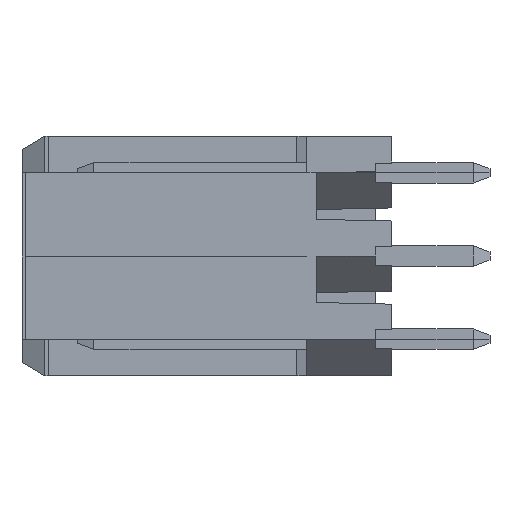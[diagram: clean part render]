
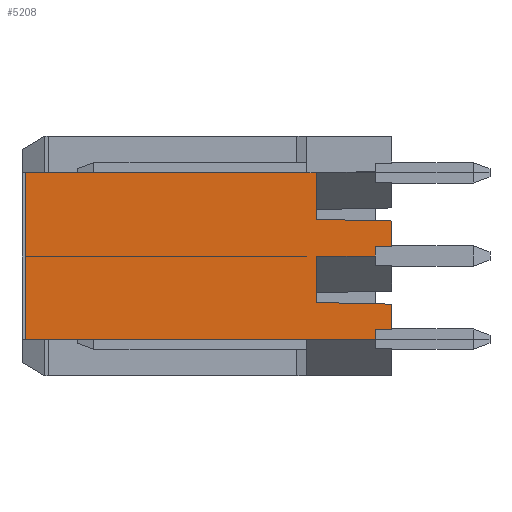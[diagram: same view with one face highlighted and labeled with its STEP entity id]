
A CAD part, left-side view. The second image highlights one B-rep face of the part: STEP entity #5208.
In plain terms, the highlighted planar face has unit normal (-1, 0, 0).
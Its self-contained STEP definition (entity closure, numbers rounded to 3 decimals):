
#210=ORIENTED_EDGE('',*,*,#1220,.T.);
#211=ORIENTED_EDGE('',*,*,#1285,.T.);
#212=ORIENTED_EDGE('',*,*,#1304,.F.);
#213=ORIENTED_EDGE('',*,*,#1305,.F.);
#214=ORIENTED_EDGE('',*,*,#1215,.T.);
#215=ORIENTED_EDGE('',*,*,#1306,.F.);
#216=ORIENTED_EDGE('',*,*,#1307,.F.);
#217=ORIENTED_EDGE('',*,*,#1308,.T.);
#218=ORIENTED_EDGE('',*,*,#1309,.F.);
#219=ORIENTED_EDGE('',*,*,#1310,.F.);
#220=ORIENTED_EDGE('',*,*,#1311,.T.);
#221=ORIENTED_EDGE('',*,*,#1312,.T.);
#222=ORIENTED_EDGE('',*,*,#1313,.F.);
#223=ORIENTED_EDGE('',*,*,#1314,.F.);
#224=ORIENTED_EDGE('',*,*,#1315,.T.);
#225=ORIENTED_EDGE('',*,*,#1316,.F.);
#226=ORIENTED_EDGE('',*,*,#1317,.F.);
#227=ORIENTED_EDGE('',*,*,#1318,.T.);
#228=ORIENTED_EDGE('',*,*,#1319,.T.);
#229=ORIENTED_EDGE('',*,*,#1270,.T.);
#230=ORIENTED_EDGE('',*,*,#1296,.F.);
#231=ORIENTED_EDGE('',*,*,#1320,.F.);
#1215=EDGE_CURVE('',#1781,#1780,#2148,.T.);
#1220=EDGE_CURVE('',#1786,#1785,#2153,.T.);
#1270=EDGE_CURVE('',#1828,#1829,#2202,.T.);
#1285=EDGE_CURVE('',#1785,#1841,#2217,.T.);
#1296=EDGE_CURVE('',#1850,#1829,#2227,.T.);
#1304=EDGE_CURVE('',#1851,#1841,#2235,.T.);
#1305=EDGE_CURVE('',#1781,#1851,#2236,.T.);
#1306=EDGE_CURVE('',#1852,#1780,#2237,.T.);
#1307=EDGE_CURVE('',#1853,#1852,#2238,.T.);
#1308=EDGE_CURVE('',#1853,#1854,#2239,.T.);
#1309=EDGE_CURVE('',#1855,#1854,#2240,.T.);
#1310=EDGE_CURVE('',#1856,#1855,#2241,.T.);
#1311=EDGE_CURVE('',#1856,#1857,#2242,.T.);
#1312=EDGE_CURVE('',#1857,#1858,#2243,.T.);
#1313=EDGE_CURVE('',#1859,#1858,#2244,.T.);
#1314=EDGE_CURVE('',#1860,#1859,#2245,.T.);
#1315=EDGE_CURVE('',#1860,#1861,#2246,.T.);
#1316=EDGE_CURVE('',#1862,#1861,#2247,.T.);
#1317=EDGE_CURVE('',#1863,#1862,#2248,.T.);
#1318=EDGE_CURVE('',#1863,#1864,#2249,.T.);
#1319=EDGE_CURVE('',#1864,#1828,#2250,.T.);
#1320=EDGE_CURVE('',#1786,#1850,#2251,.T.);
#1780=VERTEX_POINT('',#6682);
#1781=VERTEX_POINT('',#6684);
#1785=VERTEX_POINT('',#6693);
#1786=VERTEX_POINT('',#6695);
#1828=VERTEX_POINT('',#6795);
#1829=VERTEX_POINT('',#6796);
#1841=VERTEX_POINT('',#6822);
#1850=VERTEX_POINT('',#6843);
#1851=VERTEX_POINT('',#6861);
#1852=VERTEX_POINT('',#6864);
#1853=VERTEX_POINT('',#6866);
#1854=VERTEX_POINT('',#6868);
#1855=VERTEX_POINT('',#6870);
#1856=VERTEX_POINT('',#6872);
#1857=VERTEX_POINT('',#6874);
#1858=VERTEX_POINT('',#6876);
#1859=VERTEX_POINT('',#6878);
#1860=VERTEX_POINT('',#6880);
#1861=VERTEX_POINT('',#6882);
#1862=VERTEX_POINT('',#6884);
#1863=VERTEX_POINT('',#6886);
#1864=VERTEX_POINT('',#6888);
#2148=LINE('',#6683,#2711);
#2153=LINE('',#6694,#2716);
#2202=LINE('',#6794,#2765);
#2217=LINE('',#6823,#2780);
#2227=LINE('',#6844,#2790);
#2235=LINE('',#6860,#2798);
#2236=LINE('',#6862,#2799);
#2237=LINE('',#6863,#2800);
#2238=LINE('',#6865,#2801);
#2239=LINE('',#6867,#2802);
#2240=LINE('',#6869,#2803);
#2241=LINE('',#6871,#2804);
#2242=LINE('',#6873,#2805);
#2243=LINE('',#6875,#2806);
#2244=LINE('',#6877,#2807);
#2245=LINE('',#6879,#2808);
#2246=LINE('',#6881,#2809);
#2247=LINE('',#6883,#2810);
#2248=LINE('',#6885,#2811);
#2249=LINE('',#6887,#2812);
#2250=LINE('',#6889,#2813);
#2251=LINE('',#6890,#2814);
#2711=VECTOR('',#5669,1000.);
#2716=VECTOR('',#5676,1000.);
#2765=VECTOR('',#5743,1000.);
#2780=VECTOR('',#5758,1000.);
#2790=VECTOR('',#5772,1000.);
#2798=VECTOR('',#5796,1000.);
#2799=VECTOR('',#5797,1000.);
#2800=VECTOR('',#5798,1000.);
#2801=VECTOR('',#5799,1000.);
#2802=VECTOR('',#5800,1000.);
#2803=VECTOR('',#5801,1000.);
#2804=VECTOR('',#5802,1000.);
#2805=VECTOR('',#5803,1000.);
#2806=VECTOR('',#5804,1000.);
#2807=VECTOR('',#5805,1000.);
#2808=VECTOR('',#5806,1000.);
#2809=VECTOR('',#5807,1000.);
#2810=VECTOR('',#5808,1000.);
#2811=VECTOR('',#5809,1000.);
#2812=VECTOR('',#5810,1000.);
#2813=VECTOR('',#5811,1000.);
#2814=VECTOR('',#5812,1000.);
#3267=EDGE_LOOP('',(#210,#211,#212,#213,#214,#215,#216,#217,#218,#219,#220,
#221,#222,#223,#224,#225,#226,#227,#228,#229,#230,#231));
#3474=FACE_BOUND('',#3267,.T.);
#3678=PLANE('',#5438);
#5208=ADVANCED_FACE('',(#3474),#3678,.T.);
#5438=AXIS2_PLACEMENT_3D('',#6859,#5794,#5795);
#5669=DIRECTION('',(0.,-1.,0.));
#5676=DIRECTION('',(0.,-1.,0.));
#5743=DIRECTION('',(0.,0.,-1.));
#5758=DIRECTION('',(0.,0.,-1.));
#5772=DIRECTION('',(0.,-1.,0.));
#5794=DIRECTION('',(-1.,0.,0.));
#5795=DIRECTION('',(0.,-1.,0.));
#5796=DIRECTION('',(0.,-1.,0.));
#5797=DIRECTION('',(0.,0.,1.));
#5798=DIRECTION('',(0.,0.,-1.));
#5799=DIRECTION('',(0.,1.,0.));
#5800=DIRECTION('',(0.,0.,1.));
#5801=DIRECTION('',(0.,-1.,-0.022));
#5802=DIRECTION('',(0.,0.,-1.));
#5803=DIRECTION('',(0.,-1.,0.022));
#5804=DIRECTION('',(0.,-1.,0.));
#5805=DIRECTION('',(0.,0.,-1.));
#5806=DIRECTION('',(0.,1.,0.));
#5807=DIRECTION('',(0.,0.,1.));
#5808=DIRECTION('',(0.,-1.,-0.022));
#5809=DIRECTION('',(0.,0.,-1.));
#5810=DIRECTION('',(0.,-1.,0.022));
#5811=DIRECTION('',(0.,1.,0.));
#5812=DIRECTION('',(0.,0.,1.));
#6682=CARTESIAN_POINT('',(-5.,0.5,-2.839));
#6683=CARTESIAN_POINT('',(-5.,0.,-2.839));
#6684=CARTESIAN_POINT('',(-5.,11.2,-2.839));
#6693=CARTESIAN_POINT('',(-5.,2.6,-0.299));
#6694=CARTESIAN_POINT('',(-5.,0.,-0.299));
#6695=CARTESIAN_POINT('',(-5.,11.2,-0.299));
#6794=CARTESIAN_POINT('',(-5.,2.6,-1.42));
#6795=CARTESIAN_POINT('',(-5.,2.6,2.241));
#6796=CARTESIAN_POINT('',(-5.,2.6,2.24));
#6822=CARTESIAN_POINT('',(-5.,2.6,-0.3));
#6823=CARTESIAN_POINT('',(-5.,2.6,-3.96));
#6843=CARTESIAN_POINT('',(-5.,11.2,2.24));
#6844=CARTESIAN_POINT('',(-5.,0.,2.24));
#6859=CARTESIAN_POINT('',(-5.,0.,3.36));
#6860=CARTESIAN_POINT('',(-5.,0.,-0.3));
#6861=CARTESIAN_POINT('',(-5.,11.2,-0.3));
#6862=CARTESIAN_POINT('',(-5.,11.2,-3.96));
#6863=CARTESIAN_POINT('',(-5.,0.5,-3.96));
#6864=CARTESIAN_POINT('',(-5.,0.5,-2.54));
#6865=CARTESIAN_POINT('',(-5.,0.,-2.54));
#6866=CARTESIAN_POINT('',(-5.,0.,-2.54));
#6867=CARTESIAN_POINT('',(-5.,0.,-3.96));
#6868=CARTESIAN_POINT('',(-5.,0.,-1.77));
#6869=CARTESIAN_POINT('',(-5.,0.,-1.77));
#6870=CARTESIAN_POINT('',(-5.,2.3,-1.72));
#6871=CARTESIAN_POINT('',(-5.,2.3,-6.5));
#6872=CARTESIAN_POINT('',(-5.,2.3,-0.3));
#6873=CARTESIAN_POINT('',(-5.,0.,-0.25));
#6874=CARTESIAN_POINT('',(-5.,2.265,-0.299));
#6875=CARTESIAN_POINT('',(-5.,0.,-0.299));
#6876=CARTESIAN_POINT('',(-5.,0.5,-0.299));
#6877=CARTESIAN_POINT('',(-5.,0.5,-1.42));
#6878=CARTESIAN_POINT('',(-5.,0.5,0.));
#6879=CARTESIAN_POINT('',(-5.,0.,0.));
#6880=CARTESIAN_POINT('',(-5.,0.,0.));
#6881=CARTESIAN_POINT('',(-5.,0.,-1.42));
#6882=CARTESIAN_POINT('',(-5.,0.,0.77));
#6883=CARTESIAN_POINT('',(-5.,0.,0.77));
#6884=CARTESIAN_POINT('',(-5.,2.3,0.82));
#6885=CARTESIAN_POINT('',(-5.,2.3,-3.96));
#6886=CARTESIAN_POINT('',(-5.,2.3,2.24));
#6887=CARTESIAN_POINT('',(-5.,0.,2.29));
#6888=CARTESIAN_POINT('',(-5.,2.265,2.241));
#6889=CARTESIAN_POINT('',(-5.,0.,2.241));
#6890=CARTESIAN_POINT('',(-5.,11.2,-1.42));
